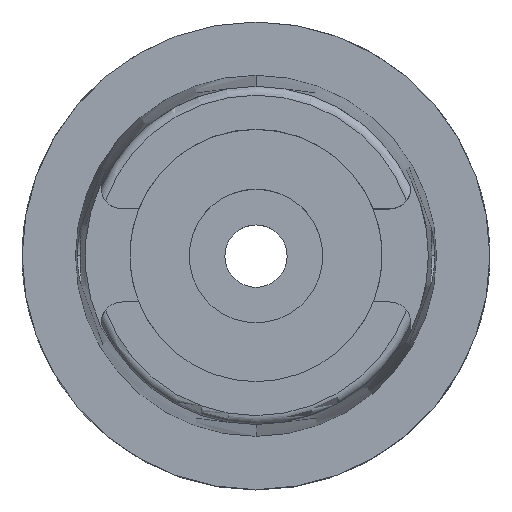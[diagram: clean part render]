
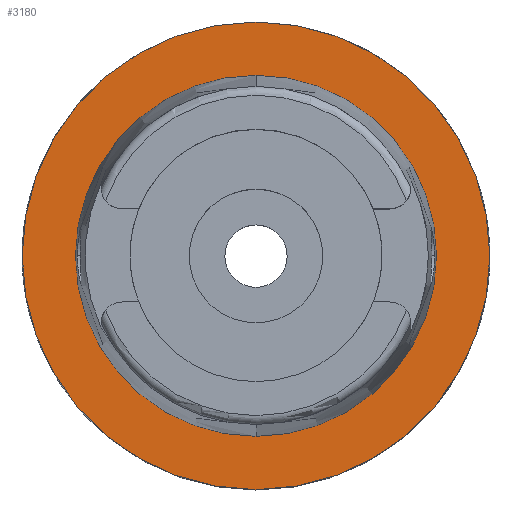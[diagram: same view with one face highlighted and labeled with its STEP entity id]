
A CAD part, top view. The second image highlights one B-rep face of the part: STEP entity #3180.
In plain terms, the highlighted planar face has unit normal (0, 0, 1).
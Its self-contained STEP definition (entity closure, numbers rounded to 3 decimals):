
#668=CARTESIAN_POINT('',(0.,0.,0.));
#669=DIRECTION('',(0.,0.,-1.));
#670=DIRECTION('',(0.,-1.,0.));
#671=AXIS2_PLACEMENT_3D('',#668,#669,#670);
#676=CARTESIAN_POINT('',(0.,0.,0.));
#677=DIRECTION('',(0.,0.,-1.));
#678=DIRECTION('',(0.,1.,0.));
#679=AXIS2_PLACEMENT_3D('',#676,#677,#678);
#684=CARTESIAN_POINT('',(0.,0.,0.));
#685=DIRECTION('',(0.,0.,1.));
#686=DIRECTION('',(0.,-1.,0.));
#687=AXIS2_PLACEMENT_3D('',#684,#685,#686);
#692=CARTESIAN_POINT('',(0.,0.,0.));
#693=DIRECTION('',(0.,0.,1.));
#694=DIRECTION('',(0.,1.,0.));
#695=AXIS2_PLACEMENT_3D('',#692,#693,#694);
#2516=CARTESIAN_POINT('',(0.,-24.315,0.));
#2517=VERTEX_POINT('',#2516);
#2518=CARTESIAN_POINT('',(0.,24.315,0.));
#2519=VERTEX_POINT('',#2518);
#2526=CARTESIAN_POINT('',(0.,-31.5,0.));
#2527=CARTESIAN_POINT('',(0.,31.5,0.));
#2528=VERTEX_POINT('',#2526);
#2529=VERTEX_POINT('',#2527);
#3165=CARTESIAN_POINT('',(0.,0.,0.));
#3166=DIRECTION('',(0.,0.,-1.));
#3167=DIRECTION('',(0.,-1.,0.));
#3168=AXIS2_PLACEMENT_3D('',#3165,#3166,#3167);
#3169=PLANE('',#3168);
#3171=ORIENTED_EDGE('',*,*,#3170,.T.);
#3173=ORIENTED_EDGE('',*,*,#3172,.T.);
#3174=EDGE_LOOP('',(#3171,#3173));
#3175=FACE_OUTER_BOUND('',#3174,.F.);
#3176=ORIENTED_EDGE('',*,*,#3038,.T.);
#3177=ORIENTED_EDGE('',*,*,#3139,.T.);
#3178=EDGE_LOOP('',(#3176,#3177));
#3179=FACE_BOUND('',#3178,.F.);
#672=CIRCLE('',#671,31.5);
#680=CIRCLE('',#679,31.5);
#688=CIRCLE('',#687,24.315);
#696=CIRCLE('',#695,24.315);
#3038=EDGE_CURVE('',#2517,#2519,#688,.T.);
#3139=EDGE_CURVE('',#2519,#2517,#696,.T.);
#3170=EDGE_CURVE('',#2528,#2529,#672,.T.);
#3172=EDGE_CURVE('',#2529,#2528,#680,.T.);
#3180=ADVANCED_FACE('',(#3175,#3179),#3169,.F.);
